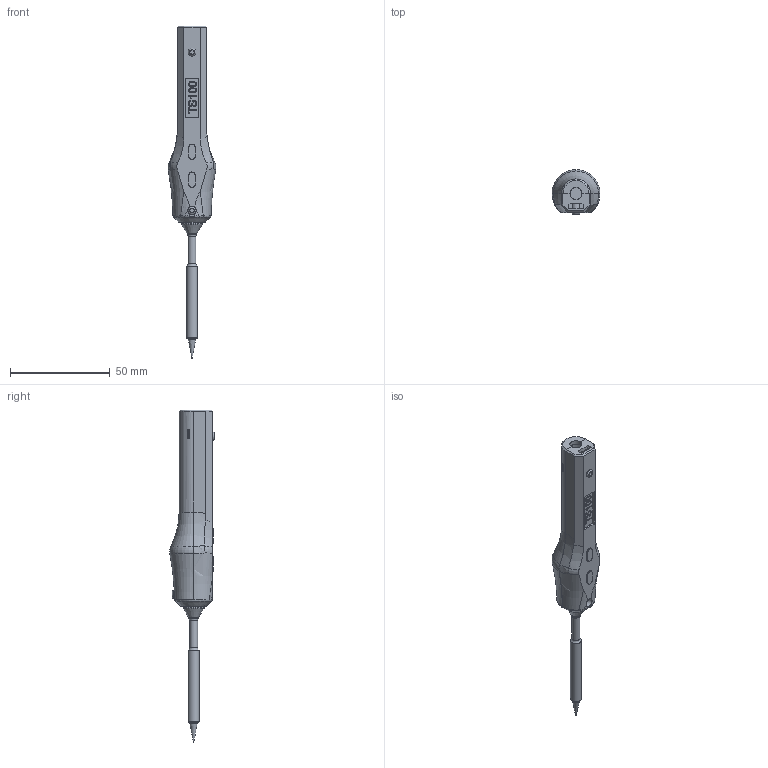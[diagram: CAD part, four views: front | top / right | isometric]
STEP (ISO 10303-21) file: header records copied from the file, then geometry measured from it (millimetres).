
FILE_DESCRIPTION(/* description */ (''),/* implementation_level */ '2;1');
FILE_NAME(/* name */ 'TS100_replacement_shell.step',/* time_stamp */ '2022-02-11T15:07:18+01:00',/* author */ (''),/* organization */ (''),/* preprocessor_version */ 'ST-DEVELOPER v18.1',/* originating_system */ 'Autodesk Translation Framework v10.13.0.1454',/* authorisation */ '');
FILE_SCHEMA (('AUTOMOTIVE_DESIGN { 1 0 10303 214 3 1 1 }'));
Length unit declared in the file: millimetre
Products named in the file (12): TS100_replacement_shell; Shell; Back; Button_up; Button_down; Iron; Screw; Screw (1); Screw (2); Display; Hook_1; Hook_2
Assembly tree (11 placements, depth 2):
  TS100_replacement_shell
    Shell
    Back
    Button_up
    Button_down
    Iron
    Screw
    Screw (1)
    Screw (2)
    Display
    Hook_1
    Hook_2
Bounding box: 24.07 x 22.48 x 166.6 mm (x, y, z)
Volume: 16355.4 mm3; surface area: 13785.4 mm2
Topology: 11 solids, 11 shells, 351 faces, 951 edges, 632 vertices
Faces by surface type: plane 194, bspline 92, cylinder 44, torus 15, cone 6
Full cylindrical faces by diameter (mm): 1.4 x2, 1.75 x4, 2.5 x1, 4 x4, 4.2 x1, 5 x1, 5.5 x1, 10.5 x1
Entity records: 12987 total; most frequent: CARTESIAN_POINT 4266, ORIENTED_EDGE 1902, DIRECTION 1448, EDGE_CURVE 951, VERTEX_POINT 632, LINE 574, VECTOR 574, AXIS2_PLACEMENT_3D 437
